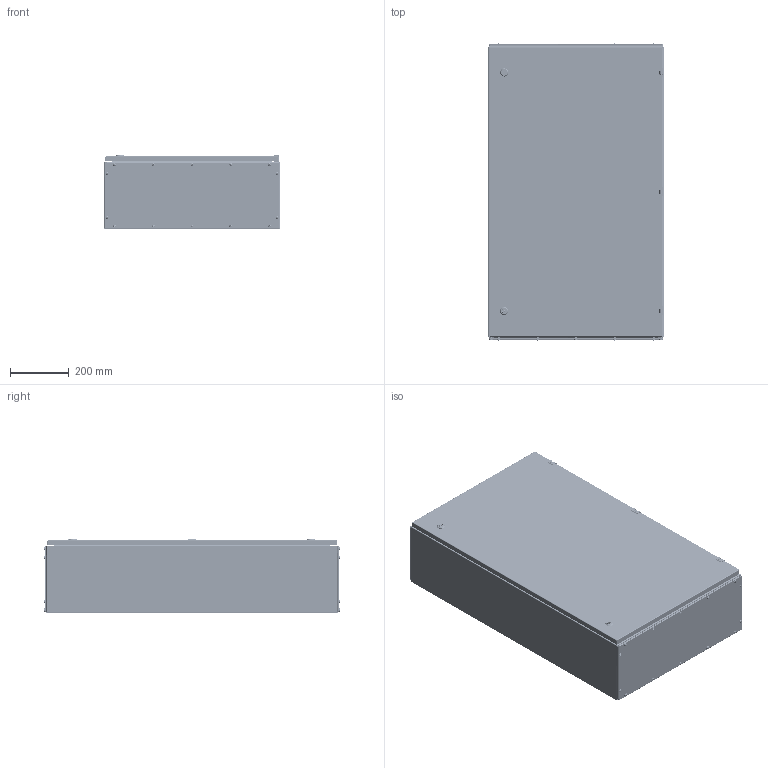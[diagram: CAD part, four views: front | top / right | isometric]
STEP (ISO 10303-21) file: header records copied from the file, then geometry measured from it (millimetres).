
FILE_DESCRIPTION (( 'STEP AP214' ), '1' );
FILE_NAME ('11.060.100.25.STEP', '2024-06-05T09:10:19', ( '' ), ( '' ), 'SwSTEP 2.0', 'SolidWorks 2021', '' );
FILE_SCHEMA (( 'AUTOMOTIVE_DESIGN' ));
Length unit declared in the file: millimetre
Products named in the file (27): Ðåéêà H1000; Øïèëüêà ïðèâàðíàÿ Ì8õ25; Øïèëüêà ïðèâàðíàÿ Ì6õ10; Ïåðåìû÷êà êàðêàñà W600; Çàêëåïêà ðåçüáîâàÿ Ì8 øåñòèãðàííàÿ ñ óìåíüøåííûì áîðòîì; 嵑謺麃 檐; 8SJ_MS705_0510.stp; Êîðïóñ øêàôà W600H1000D250; 8SJ_MS705_0760.stp; ﾇ瑟鶴 ﾀﾑ ms1000-3M.stp; 8SJ_MS705_0010.stp; 417.610; Âèíò DIN 967 Ì5õ16 ñ ïîëóêðóãëîé ãîëîâêîé ñ êðåñòîîáðàçíûì øëèöåì; 8SJ_S1B_0001.stp; 8SJ_MS705-1_0040.stp; Áîëò Ì6õ10 ñ øåñòèãðàííîé ãîëîâêîé ñ ïðåññøàéáîé; ﾄ粢 ﾑﾁ W600H1000; SW6X8.stp; Êàðêàñ øêàôà W600H1000D250; Ïðîêëàäêà êðûøêè W600D250; 署赅 W600D250; Ãàñêåòèíã äâåðè W600H1000; Çàêëåïêà ðåçüáîâàÿ Ì5 øåñòèãðàííàÿ ñ óìåíüøåííûì áîðòîì; Ãàéêà M8 DIN6923.step; 11.060.100.25; Äâåðíîå ïîëîòíî W600H1000; Øïèëüêà ïðèâàðíàÿ Ì6õ15
Assembly tree (112 placements, depth 4):
  11.060.100.25
    Êàðêàñ øêàôà W600H1000D250
      Êîðïóñ øêàôà W600H1000D250
      Ïåðåìû÷êà êàðêàñà W600  x2
      Øïèëüêà ïðèâàðíàÿ Ì6õ15  x8
      Øïèëüêà ïðèâàðíàÿ Ì8õ25  x6
    署赅 W600D250  x2
    Ïðîêëàäêà êðûøêè W600D250  x2
    ﾄ粢 ﾑﾁ W600H1000
      Äâåðíîå ïîëîòíî W600H1000
      Ðåéêà H1000  x2
      Ãàñêåòèíã äâåðè W600H1000
      Øïèëüêà ïðèâàðíàÿ Ì6õ10  x2
      ﾇ瑟鶴 ﾀﾑ ms1000-3M.stp  x2
        8SJ_MS705_0010.stp
        8SJ_MS705_0510.stp
        8SJ_MS705_0760.stp
        8SJ_S1B_0001.stp
        8SJ_MS705-1_0040.stp
        SW6X8.stp
    嵑謺麃 檐  x3
    Áîëò Ì6õ10 ñ øåñòèãðàííîé ãîëîâêîé ñ ïðåññøàéáîé  x3
    Çàêëåïêà ðåçüáîâàÿ Ì5 øåñòèãðàííàÿ ñ óìåíüøåííûì áîðòîì  x28
    Âèíò DIN 967 Ì5õ16 ñ ïîëóêðóãëîé ãîëîâêîé ñ êðåñòîîáðàçíûì øëèöåì  x28
    Çàêëåïêà ðåçüáîâàÿ Ì8 øåñòèãðàííàÿ ñ óìåíüøåííûì áîðòîì  x6
    417.610
    Ãàéêà M8 DIN6923.step  x6
Bounding box: 600 x 1015.11 x 254.65 mm (x, y, z)
Volume: 3517123.6 mm3; surface area: 5913577.3 mm2
Topology: 114 solids, 126 shells, 6754 faces, 17088 edges, 10639 vertices
Faces by surface type: plane 2794, cylinder 2392, bspline 712, cone 390, torus 298, sphere 168
Entity records: 91047 total; most frequent: CARTESIAN_POINT 43607, ORIENTED_EDGE 10096, DIRECTION 8632, EDGE_CURVE 5054, VERTEX_POINT 3123, AXIS2_PLACEMENT_3D 2922, LINE 2788, VECTOR 2788
